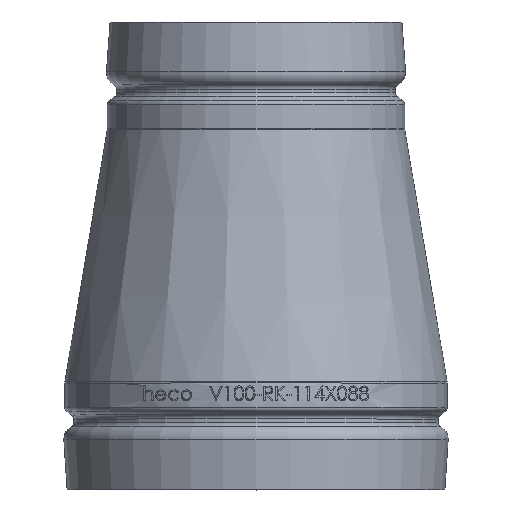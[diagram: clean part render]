
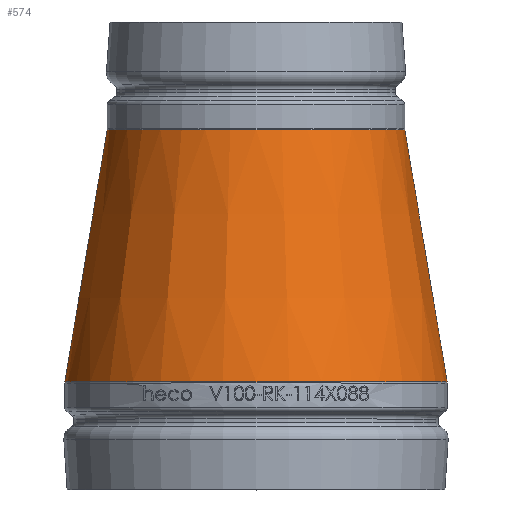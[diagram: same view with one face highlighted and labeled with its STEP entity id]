
A CAD part, top view. The second image highlights one B-rep face of the part: STEP entity #574.
In plain terms, the highlighted conical face has half-angle 9.525 degrees and reference radius 50.8 mm.
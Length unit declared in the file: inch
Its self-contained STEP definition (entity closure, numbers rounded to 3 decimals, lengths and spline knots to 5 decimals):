
#574 = ADVANCED_FACE ( 'NONE', ( #14816, #7591 ), #8011, .T. ) ;
#963 = AXIS2_PLACEMENT_3D ( 'NONE', #14296, #2643, #11674 ) ;
#2192 = CARTESIAN_POINT ( 'NONE',  ( -2.24862, 1.26822, 0. ) ) ;
#2643 = DIRECTION ( 'NONE',  ( 0., -1., 0. ) ) ;
#2846 = EDGE_LOOP ( 'NONE', ( #13298 ) ) ;
#2990 = DIRECTION ( 'NONE',  ( 1., 0., 0. ) ) ;
#5739 = VERTEX_POINT ( 'NONE', #2192 ) ;
#6989 = CARTESIAN_POINT ( 'NONE',  ( 0., 4.23178, 0. ) ) ;
#7591 = FACE_OUTER_BOUND ( 'NONE', #2846, .T. ) ;
#8011 = CONICAL_SURFACE ( 'NONE', #963, 2., 0.166 ) ;
#8669 = CARTESIAN_POINT ( 'NONE',  ( 1.75138, 4.23178, 0. ) ) ;
#9535 = AXIS2_PLACEMENT_3D ( 'NONE', #12174, #16081, #9599 ) ;
#9599 = DIRECTION ( 'NONE',  ( -1., 0., 0. ) ) ;
#10381 = AXIS2_PLACEMENT_3D ( 'NONE', #6989, #11993, #2990 ) ;
#11072 = EDGE_LOOP ( 'NONE', ( #12747 ) ) ;
#11315 = EDGE_CURVE ( 'NONE', #5739, #5739, #15900, .T. ) ;
#11365 = EDGE_CURVE ( 'NONE', #14587, #14587, #14872, .T. ) ;
#11674 = DIRECTION ( 'NONE',  ( -1., 0., 0. ) ) ;
#11993 = DIRECTION ( 'NONE',  ( 0., -1., 0. ) ) ;
#12174 = CARTESIAN_POINT ( 'NONE',  ( 0., 1.26822, 0. ) ) ;
#12747 = ORIENTED_EDGE ( 'NONE', *, *, #11365, .T. ) ;
#13298 = ORIENTED_EDGE ( 'NONE', *, *, #11315, .T. ) ;
#14296 = CARTESIAN_POINT ( 'NONE',  ( 0., 2.75, 0. ) ) ;
#14587 = VERTEX_POINT ( 'NONE', #8669 ) ;
#14816 = FACE_BOUND ( 'NONE', #11072, .T. ) ;
#14872 = CIRCLE ( 'NONE', #10381, 1.75138 ) ;
#15900 = CIRCLE ( 'NONE', #9535, 2.24862 ) ;
#16081 = DIRECTION ( 'NONE',  ( 0., 1., 0. ) ) ;
